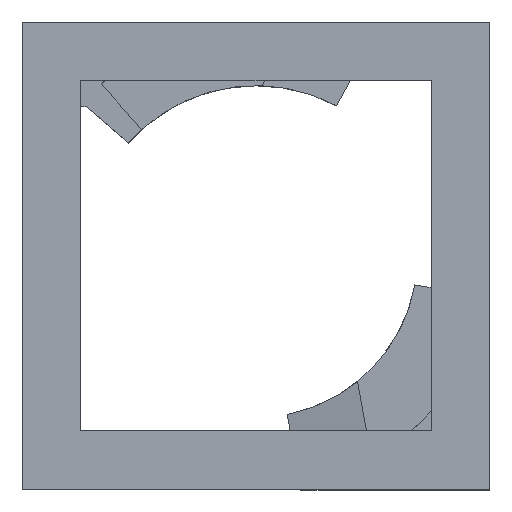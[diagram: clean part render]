
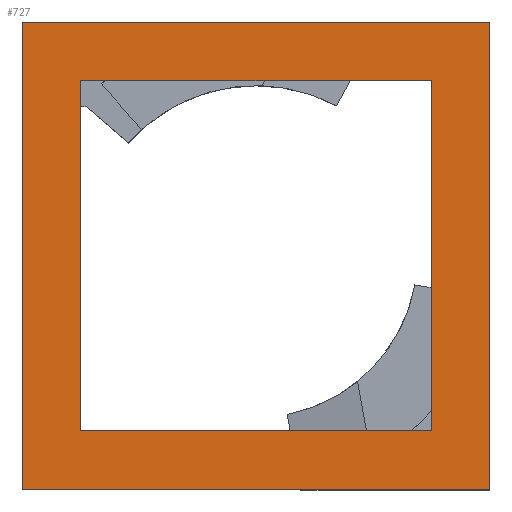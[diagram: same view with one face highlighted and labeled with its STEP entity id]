
A CAD part, top view. The second image highlights one B-rep face of the part: STEP entity #727.
In plain terms, the highlighted planar face has unit normal (0, 0, 1).
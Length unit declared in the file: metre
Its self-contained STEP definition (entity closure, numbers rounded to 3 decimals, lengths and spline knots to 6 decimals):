
#41=LINE('',#1078,#133);
#48=LINE('',#1092,#140);
#52=LINE('',#1099,#144);
#55=LINE('',#1104,#147);
#56=LINE('',#1106,#148);
#57=LINE('',#1109,#149);
#58=LINE('',#1111,#150);
#59=LINE('',#1113,#151);
#133=VECTOR('',#861,1.);
#140=VECTOR('',#870,1.);
#144=VECTOR('',#876,1.);
#147=VECTOR('',#881,1.);
#148=VECTOR('',#884,1.);
#149=VECTOR('',#885,1.);
#150=VECTOR('',#886,1.);
#151=VECTOR('',#887,1.);
#251=ORIENTED_EDGE('',*,*,#444,.F.);
#252=ORIENTED_EDGE('',*,*,#451,.T.);
#253=ORIENTED_EDGE('',*,*,#455,.T.);
#254=ORIENTED_EDGE('',*,*,#458,.F.);
#255=ORIENTED_EDGE('',*,*,#459,.T.);
#256=ORIENTED_EDGE('',*,*,#460,.T.);
#257=ORIENTED_EDGE('',*,*,#461,.F.);
#258=ORIENTED_EDGE('',*,*,#462,.F.);
#444=EDGE_CURVE('',#551,#552,#41,.T.);
#451=EDGE_CURVE('',#551,#557,#48,.T.);
#455=EDGE_CURVE('',#557,#559,#52,.T.);
#458=EDGE_CURVE('',#552,#559,#55,.T.);
#459=EDGE_CURVE('',#561,#562,#56,.T.);
#460=EDGE_CURVE('',#562,#563,#57,.T.);
#461=EDGE_CURVE('',#564,#563,#58,.T.);
#462=EDGE_CURVE('',#561,#564,#59,.T.);
#551=VERTEX_POINT('',#1077);
#552=VERTEX_POINT('',#1079);
#557=VERTEX_POINT('',#1091);
#559=VERTEX_POINT('',#1098);
#561=VERTEX_POINT('',#1107);
#562=VERTEX_POINT('',#1108);
#563=VERTEX_POINT('',#1110);
#564=VERTEX_POINT('',#1112);
#618=EDGE_LOOP('',(#251,#252,#253,#254));
#619=EDGE_LOOP('',(#255,#256,#257,#258));
#656=FACE_BOUND('',#618,.T.);
#657=FACE_BOUND('',#619,.T.);
#694=PLANE('',#782);
#727=ADVANCED_FACE('',(#656,#657),#694,.T.);
#782=AXIS2_PLACEMENT_3D('',#1105,#882,#883);
#861=DIRECTION('',(0.,-1.,0.));
#870=DIRECTION('',(-1.,0.,0.));
#876=DIRECTION('',(0.,-1.,0.));
#881=DIRECTION('',(-1.,0.,0.));
#882=DIRECTION('',(0.,0.,1.));
#883=DIRECTION('',(-1.,0.,0.));
#884=DIRECTION('',(0.,-1.,0.));
#885=DIRECTION('',(-1.,0.,0.));
#886=DIRECTION('',(0.,-1.,0.));
#887=DIRECTION('',(-1.,0.,0.));
#1077=CARTESIAN_POINT('',(0.00935,0.00935,0.));
#1078=CARTESIAN_POINT('',(0.00935,0.,0.));
#1079=CARTESIAN_POINT('',(0.00935,-0.00935,0.));
#1091=CARTESIAN_POINT('',(-0.00935,0.00935,0.));
#1092=CARTESIAN_POINT('',(0.,0.00935,0.));
#1098=CARTESIAN_POINT('',(-0.00935,-0.00935,0.));
#1099=CARTESIAN_POINT('',(-0.00935,0.,0.));
#1104=CARTESIAN_POINT('',(0.,-0.00935,0.));
#1105=CARTESIAN_POINT('',(0.,0.,0.));
#1106=CARTESIAN_POINT('',(0.007,0.0096,0.));
#1107=CARTESIAN_POINT('',(0.007,0.007,0.));
#1108=CARTESIAN_POINT('',(0.007,-0.007,0.));
#1109=CARTESIAN_POINT('',(0.0072,-0.007,0.));
#1110=CARTESIAN_POINT('',(-0.007,-0.007,0.));
#1111=CARTESIAN_POINT('',(-0.007,0.0096,0.));
#1112=CARTESIAN_POINT('',(-0.007,0.007,0.));
#1113=CARTESIAN_POINT('',(0.0072,0.007,0.));
